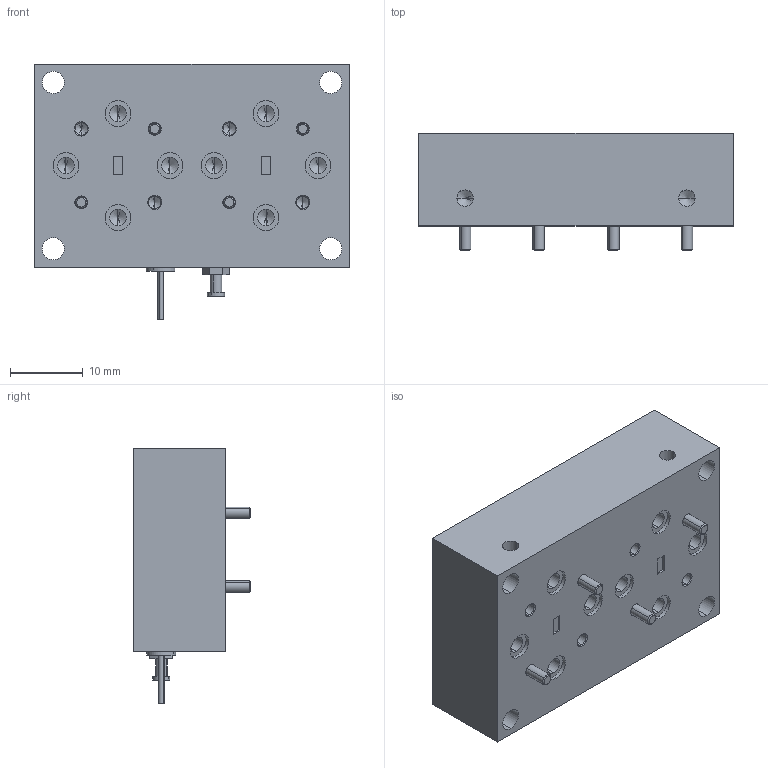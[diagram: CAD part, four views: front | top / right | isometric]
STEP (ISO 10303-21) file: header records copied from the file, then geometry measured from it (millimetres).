
FILE_DESCRIPTION (( 'STEP AP203' ), '1' );
FILE_NAME ('SBP-9239633516-1010-S1.STEP', '2019-05-30T16:59:32', ( '' ), ( '' ), 'SwSTEP 2.0', 'SolidWorks 2016', '' );
FILE_SCHEMA (( 'CONFIG_CONTROL_DESIGN' ));
Length unit declared in the file: inch
Products named in the file (1): SBP-9239633516-1010-S1
Bounding box: 43.18 x 16.07 x 35.18 mm (x, y, z)
Volume: 14603.9 mm3; surface area: 8142.1 mm2
Topology: 12 solids, 12 shells, 492 faces, 1253 edges, 772 vertices
Faces by surface type: cylinder 208, cone 138, plane 132, bspline 14
Entity records: 19543 total; most frequent: CARTESIAN_POINT 8395, ORIENTED_EDGE 2386, DIRECTION 2226, EDGE_CURVE 1193, AXIS2_PLACEMENT_3D 856, VERTEX_POINT 772, EDGE_LOOP 557, LINE 514
